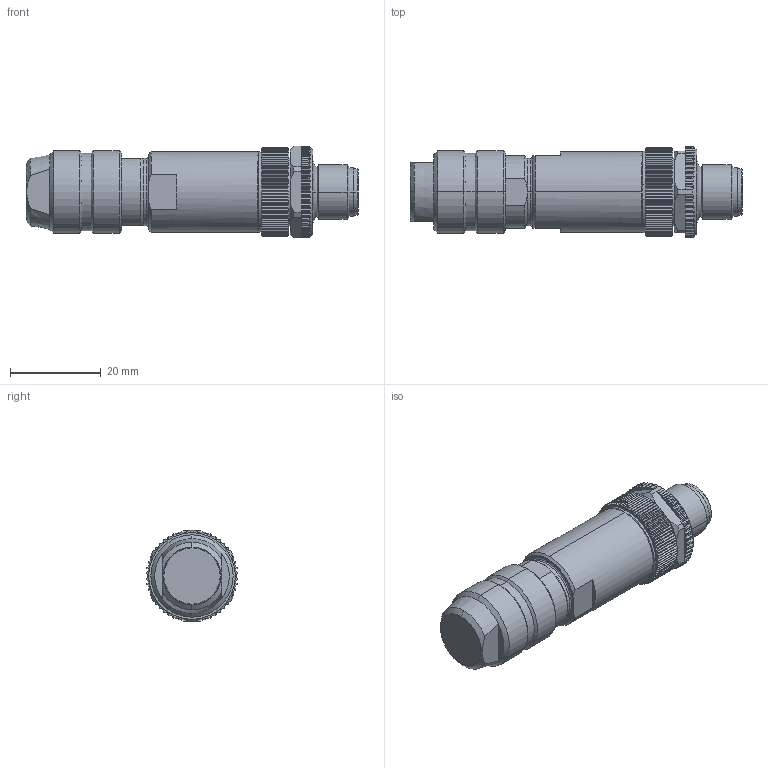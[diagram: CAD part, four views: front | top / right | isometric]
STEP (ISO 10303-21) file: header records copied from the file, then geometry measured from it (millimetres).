
FILE_DESCRIPTION((''),'2;1');
FILE_NAME('DM_CAD-1107A','2017-04-12T',('creinig-se'),(''),'PRO/ENGINEER BY PARAMETRIC TECHNOLOGY CORPORATION, 2015440','PRO/ENGINEER BY PARAMETRIC TECHNOLOGY CORPORATION, 2015440','');
FILE_SCHEMA(('CONFIG_CONTROL_DESIGN'));
Length unit declared in the file: millimetre
Products named in the file (1): DM_CAD-1107A
Bounding box: 73 x 20.16 x 20.2 mm (x, y, z)
Volume: 15897 mm3; surface area: 5243.9 mm2
Topology: 1 solids, 1 shells, 840 faces, 2107 edges, 1273 vertices
Faces by surface type: plane 353, cylinder 237, cone 230, torus 12, sphere 8
Entity records: 33660 total; most frequent: CARTESIAN_POINT 7523, ORIENTED_EDGE 4198, DIRECTION 3806, PRESENTATION_STYLE_ASSIGNMENT 2150, STYLED_ITEM 2101, CURVE_STYLE 2100, EDGE_CURVE 2099, AXIS2_PLACEMENT_3D 1528
